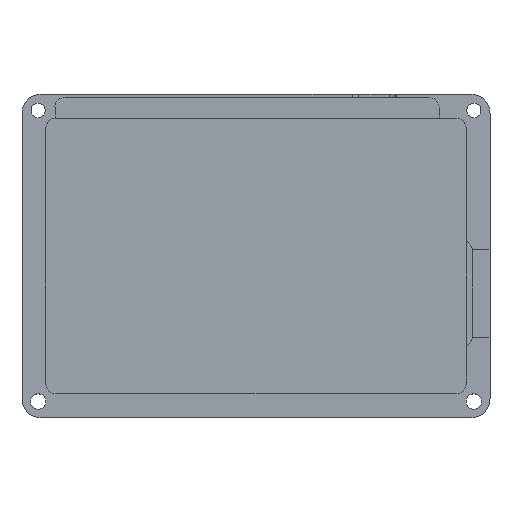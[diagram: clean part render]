
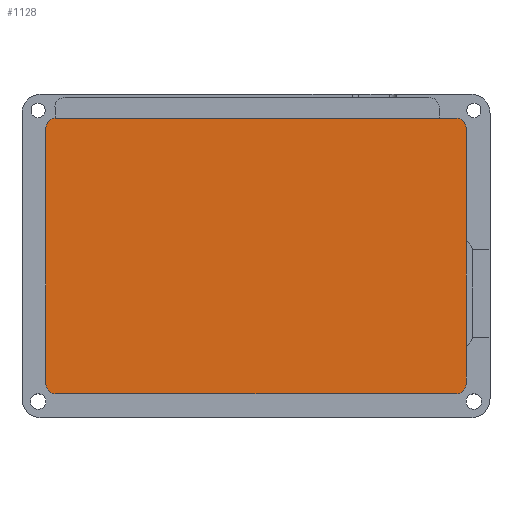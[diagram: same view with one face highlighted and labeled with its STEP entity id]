
A CAD part, top view. The second image highlights one B-rep face of the part: STEP entity #1128.
In plain terms, the highlighted planar face has unit normal (0, 0, 1).
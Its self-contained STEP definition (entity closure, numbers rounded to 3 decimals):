
#79=CIRCLE('',#1252,2.);
#80=CIRCLE('',#1254,2.);
#81=CIRCLE('',#1255,2.);
#82=CIRCLE('',#1256,2.);
#149=FACE_OUTER_BOUND('',#214,.T.);
#214=EDGE_LOOP('',(#967,#968,#969,#970,#971,#972,#973,#974));
#320=LINE('',#1904,#429);
#324=LINE('',#1914,#433);
#325=LINE('',#1919,#434);
#326=LINE('',#1922,#435);
#429=VECTOR('',#1555,10.);
#433=VECTOR('',#1565,10.);
#434=VECTOR('',#1570,10.);
#435=VECTOR('',#1573,10.);
#548=VERTEX_POINT('',#1901);
#549=VERTEX_POINT('',#1903);
#550=VERTEX_POINT('',#1907);
#551=VERTEX_POINT('',#1908);
#552=VERTEX_POINT('',#1913);
#553=VERTEX_POINT('',#1916);
#554=VERTEX_POINT('',#1918);
#555=VERTEX_POINT('',#1920);
#700=EDGE_CURVE('',#548,#549,#320,.T.);
#702=EDGE_CURVE('',#550,#551,#79,.T.);
#705=EDGE_CURVE('',#552,#551,#324,.T.);
#706=EDGE_CURVE('',#552,#549,#80,.T.);
#707=EDGE_CURVE('',#548,#553,#81,.T.);
#708=EDGE_CURVE('',#554,#553,#325,.T.);
#709=EDGE_CURVE('',#554,#555,#82,.T.);
#710=EDGE_CURVE('',#550,#555,#326,.T.);
#967=ORIENTED_EDGE('',*,*,#702,.T.);
#968=ORIENTED_EDGE('',*,*,#705,.F.);
#969=ORIENTED_EDGE('',*,*,#706,.T.);
#970=ORIENTED_EDGE('',*,*,#700,.F.);
#971=ORIENTED_EDGE('',*,*,#707,.T.);
#972=ORIENTED_EDGE('',*,*,#708,.F.);
#973=ORIENTED_EDGE('',*,*,#709,.T.);
#974=ORIENTED_EDGE('',*,*,#710,.F.);
#1078=PLANE('',#1253);
#1128=ADVANCED_FACE('',(#149),#1078,.T.);
#1252=AXIS2_PLACEMENT_3D('',#1909,#1559,#1560);
#1253=AXIS2_PLACEMENT_3D('',#1912,#1563,#1564);
#1254=AXIS2_PLACEMENT_3D('',#1915,#1566,#1567);
#1255=AXIS2_PLACEMENT_3D('',#1917,#1568,#1569);
#1256=AXIS2_PLACEMENT_3D('',#1921,#1571,#1572);
#1555=DIRECTION('',(1.,0.,0.));
#1559=DIRECTION('center_axis',(0.,0.,1.));
#1560=DIRECTION('ref_axis',(0.707,-0.707,0.));
#1563=DIRECTION('center_axis',(0.,0.,1.));
#1564=DIRECTION('ref_axis',(1.,0.,0.));
#1565=DIRECTION('',(0.,-1.,0.));
#1566=DIRECTION('center_axis',(0.,0.,1.));
#1567=DIRECTION('ref_axis',(0.707,0.707,0.));
#1568=DIRECTION('center_axis',(0.,0.,1.));
#1569=DIRECTION('ref_axis',(-0.707,0.707,0.));
#1570=DIRECTION('',(0.,1.,0.));
#1571=DIRECTION('center_axis',(0.,0.,1.));
#1572=DIRECTION('ref_axis',(-0.707,-0.707,0.));
#1573=DIRECTION('',(-1.,0.,0.));
#1901=CARTESIAN_POINT('',(89.075,-42.862,-3.4));
#1903=CARTESIAN_POINT('',(172.67,-42.862,-3.4));
#1904=CARTESIAN_POINT('',(108.974,-42.862,-3.4));
#1907=CARTESIAN_POINT('',(172.67,-100.327,-3.4));
#1908=CARTESIAN_POINT('',(174.67,-98.327,-3.4));
#1909=CARTESIAN_POINT('Origin',(172.67,-98.327,-3.4));
#1912=CARTESIAN_POINT('Origin',(130.873,-71.595,-3.4));
#1913=CARTESIAN_POINT('',(174.67,-44.862,-3.4));
#1914=CARTESIAN_POINT('',(174.67,-57.228,-3.4));
#1915=CARTESIAN_POINT('Origin',(172.67,-44.862,-3.4));
#1916=CARTESIAN_POINT('',(87.075,-44.862,-3.4));
#1917=CARTESIAN_POINT('Origin',(89.075,-44.862,-3.4));
#1918=CARTESIAN_POINT('',(87.075,-98.327,-3.4));
#1919=CARTESIAN_POINT('',(87.075,-85.961,-3.4));
#1920=CARTESIAN_POINT('',(89.075,-100.327,-3.4));
#1921=CARTESIAN_POINT('Origin',(89.075,-98.327,-3.4));
#1922=CARTESIAN_POINT('',(152.771,-100.327,-3.4));
